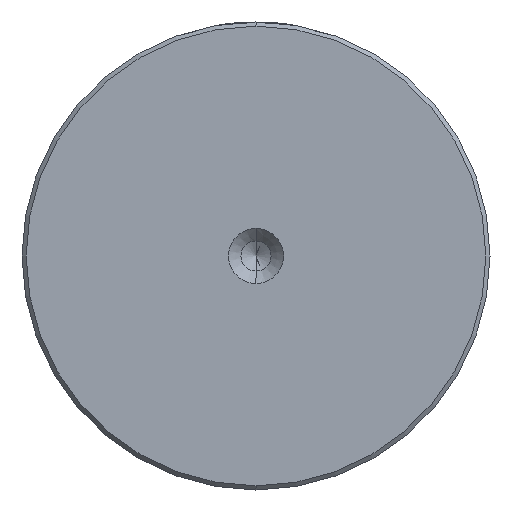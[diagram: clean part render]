
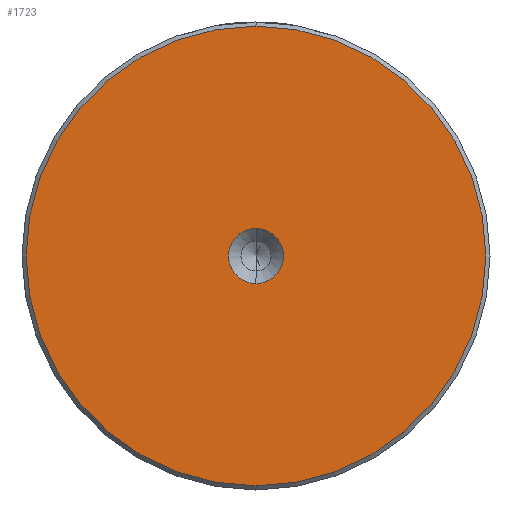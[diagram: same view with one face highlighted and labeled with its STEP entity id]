
A CAD part, left-side view. The second image highlights one B-rep face of the part: STEP entity #1723.
In plain terms, the highlighted planar face has unit normal (-1, 0, 0).
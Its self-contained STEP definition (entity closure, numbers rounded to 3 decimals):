
#122 = CARTESIAN_POINT ( 'NONE',  ( 0., 0., 0. ) ) ;
#265 = CARTESIAN_POINT ( 'NONE',  ( 0., 0., 0. ) ) ;
#326 = DIRECTION ( 'NONE',  ( 0., 0., 1. ) ) ;
#331 = EDGE_LOOP ( 'NONE', ( #421, #1230 ) ) ;
#375 = DIRECTION ( 'NONE',  ( -1., 0., 0. ) ) ;
#403 = AXIS2_PLACEMENT_3D ( 'NONE', #983, #2331, #1183 ) ;
#421 = ORIENTED_EDGE ( 'NONE', *, *, #2184, .T. ) ;
#459 = DIRECTION ( 'NONE',  ( 0., 0., 1. ) ) ;
#512 = CARTESIAN_POINT ( 'NONE',  ( 0., 0., 0. ) ) ;
#688 = DIRECTION ( 'NONE',  ( 0., 0., 1. ) ) ;
#767 = CARTESIAN_POINT ( 'NONE',  ( 0., 0., -27.5 ) ) ;
#778 = VERTEX_POINT ( 'NONE', #1650 ) ;
#923 = PLANE ( 'NONE',  #2355 ) ;
#950 = ORIENTED_EDGE ( 'NONE', *, *, #2299, .F. ) ;
#983 = CARTESIAN_POINT ( 'NONE',  ( 0., 0., 0. ) ) ;
#1086 = FACE_OUTER_BOUND ( 'NONE', #331, .T. ) ;
#1107 = AXIS2_PLACEMENT_3D ( 'NONE', #122, #1450, #326 ) ;
#1154 = AXIS2_PLACEMENT_3D ( 'NONE', #512, #1836, #688 ) ;
#1183 = DIRECTION ( 'NONE',  ( 0., 0., 1. ) ) ;
#1230 = ORIENTED_EDGE ( 'NONE', *, *, #2086, .T. ) ;
#1389 = CIRCLE ( 'NONE', #403, 27.5 ) ;
#1416 = CIRCLE ( 'NONE', #1107, 3.3 ) ;
#1449 = ORIENTED_EDGE ( 'NONE', *, *, #1971, .F. ) ;
#1450 = DIRECTION ( 'NONE',  ( -1., 0., 0. ) ) ;
#1535 = FACE_BOUND ( 'NONE', #2015, .T. ) ;
#1565 = CIRCLE ( 'NONE', #1154, 3.3 ) ;
#1586 = DIRECTION ( 'NONE',  ( -1., 0., 0. ) ) ;
#1610 = CARTESIAN_POINT ( 'NONE',  ( 0., 0., 27.5 ) ) ;
#1650 = CARTESIAN_POINT ( 'NONE',  ( 0., 0., -3.3 ) ) ;
#1693 = DIRECTION ( 'NONE',  ( 0., 0., 1. ) ) ;
#1723 = ADVANCED_FACE ( 'NONE', ( #1086, #1535 ), #923, .T. ) ;
#1753 = VERTEX_POINT ( 'NONE', #2082 ) ;
#1792 = AXIS2_PLACEMENT_3D ( 'NONE', #265, #1586, #459 ) ;
#1836 = DIRECTION ( 'NONE',  ( -1., 0., 0. ) ) ;
#1873 = VERTEX_POINT ( 'NONE', #1610 ) ;
#1971 = EDGE_CURVE ( 'NONE', #778, #1753, #1565, .T. ) ;
#2015 = EDGE_LOOP ( 'NONE', ( #950, #1449 ) ) ;
#2040 = CIRCLE ( 'NONE', #1792, 27.5 ) ;
#2082 = CARTESIAN_POINT ( 'NONE',  ( 0., 0., 3.3 ) ) ;
#2086 = EDGE_CURVE ( 'NONE', #1873, #2420, #1389, .T. ) ;
#2184 = EDGE_CURVE ( 'NONE', #2420, #1873, #2040, .T. ) ;
#2299 = EDGE_CURVE ( 'NONE', #1753, #778, #1416, .T. ) ;
#2331 = DIRECTION ( 'NONE',  ( -1., 0., 0. ) ) ;
#2355 = AXIS2_PLACEMENT_3D ( 'NONE', #2465, #375, #1693 ) ;
#2420 = VERTEX_POINT ( 'NONE', #767 ) ;
#2465 = CARTESIAN_POINT ( 'NONE',  ( 0., 0., 0. ) ) ;
